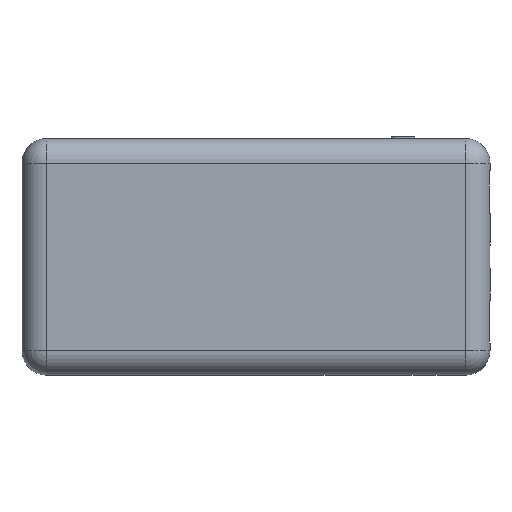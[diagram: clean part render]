
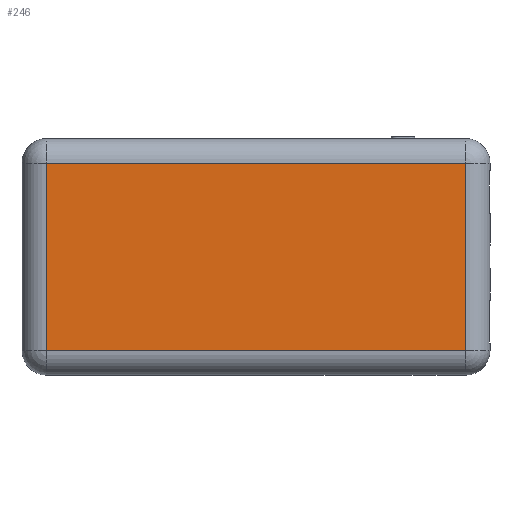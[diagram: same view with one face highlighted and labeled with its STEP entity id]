
A CAD part, front view. The second image highlights one B-rep face of the part: STEP entity #246.
In plain terms, the highlighted planar face has unit normal (0, -1, 0).
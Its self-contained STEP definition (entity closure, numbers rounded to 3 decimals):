
#48 = ORIENTED_EDGE ( 'NONE', *, *, #2381, .T. ) ;
#246 = ADVANCED_FACE ( 'NONE', ( #915 ), #2576, .T. ) ;
#290 = CARTESIAN_POINT ( 'NONE',  ( 0., -8., 0. ) ) ;
#338 = CARTESIAN_POINT ( 'NONE',  ( -62., -8., -35. ) ) ;
#468 = DIRECTION ( 'NONE',  ( 0., -1., 0. ) ) ;
#549 = DIRECTION ( 'NONE',  ( 0., 0., -1. ) ) ;
#563 = DIRECTION ( 'NONE',  ( 0., 0., 1. ) ) ;
#583 = DIRECTION ( 'NONE',  ( 1., 0., 0. ) ) ;
#619 = AXIS2_PLACEMENT_3D ( 'NONE', #290, #468, #1553 ) ;
#622 = VERTEX_POINT ( 'NONE', #1893 ) ;
#639 = CARTESIAN_POINT ( 'NONE',  ( -69.25, -8., 27.75 ) ) ;
#880 = VECTOR ( 'NONE', #1858, 1000. ) ;
#915 = FACE_OUTER_BOUND ( 'NONE', #1350, .T. ) ;
#917 = CARTESIAN_POINT ( 'NONE',  ( -62., -8., -27.75 ) ) ;
#963 = EDGE_CURVE ( 'NONE', #1953, #622, #993, .T. ) ;
#993 = LINE ( 'NONE', #2460, #2034 ) ;
#1170 = VERTEX_POINT ( 'NONE', #1881 ) ;
#1350 = EDGE_LOOP ( 'NONE', ( #48, #2023, #2055, #2373 ) ) ;
#1354 = CARTESIAN_POINT ( 'NONE',  ( 62., -8., 27.75 ) ) ;
#1407 = LINE ( 'NONE', #338, #1804 ) ;
#1553 = DIRECTION ( 'NONE',  ( 0., 0., -1. ) ) ;
#1575 = VERTEX_POINT ( 'NONE', #1354 ) ;
#1580 = CARTESIAN_POINT ( 'NONE',  ( 62., -8., 35. ) ) ;
#1649 = LINE ( 'NONE', #639, #880 ) ;
#1804 = VECTOR ( 'NONE', #549, 1000. ) ;
#1858 = DIRECTION ( 'NONE',  ( -1., 0., 0. ) ) ;
#1881 = CARTESIAN_POINT ( 'NONE',  ( -62., -8., 27.75 ) ) ;
#1893 = CARTESIAN_POINT ( 'NONE',  ( 62., -8., -27.75 ) ) ;
#1950 = VECTOR ( 'NONE', #563, 1000. ) ;
#1953 = VERTEX_POINT ( 'NONE', #917 ) ;
#2023 = ORIENTED_EDGE ( 'NONE', *, *, #963, .T. ) ;
#2034 = VECTOR ( 'NONE', #583, 1000. ) ;
#2055 = ORIENTED_EDGE ( 'NONE', *, *, #2081, .T. ) ;
#2081 = EDGE_CURVE ( 'NONE', #622, #1575, #2470, .T. ) ;
#2203 = EDGE_CURVE ( 'NONE', #1575, #1170, #1649, .T. ) ;
#2373 = ORIENTED_EDGE ( 'NONE', *, *, #2203, .T. ) ;
#2381 = EDGE_CURVE ( 'NONE', #1170, #1953, #1407, .T. ) ;
#2460 = CARTESIAN_POINT ( 'NONE',  ( 69.25, -8., -27.75 ) ) ;
#2470 = LINE ( 'NONE', #1580, #1950 ) ;
#2576 = PLANE ( 'NONE',  #619 ) ;
